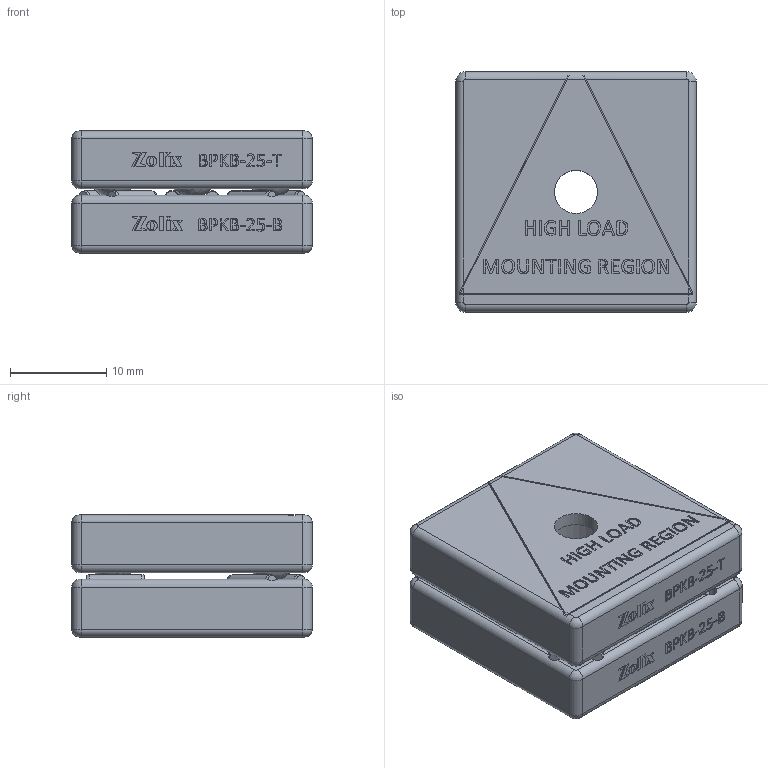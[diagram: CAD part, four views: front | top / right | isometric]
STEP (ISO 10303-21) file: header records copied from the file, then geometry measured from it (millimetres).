
FILE_DESCRIPTION (( 'STEP AP203' ), '1' );
FILE_NAME ('BPKB-25.STEP', '2025-10-27T09:44:48', ( '' ), ( '' ), 'SwSTEP 2.0', 'SolidWorks 2020', '' );
FILE_SCHEMA (( 'CONFIG_CONTROL_DESIGN' ));
Products named in the file (1): BPKB-25
Bounding box: 25 x 25 x 12.7 mm (x, y, z)
Volume: 6788.9 mm3; surface area: 5176.8 mm2
Topology: 15 solids, 15 shells, 1255 faces, 3332 edges, 2178 vertices
Faces by surface type: plane 710, bspline 341, cylinder 98, cone 78, torus 16, sphere 12
Entity records: 53171 total; most frequent: CARTESIAN_POINT 24268, ORIENTED_EDGE 6612, DIRECTION 4708, EDGE_CURVE 3306, LINE 2276, VECTOR 2276, VERTEX_POINT 2172, EDGE_LOOP 1350
